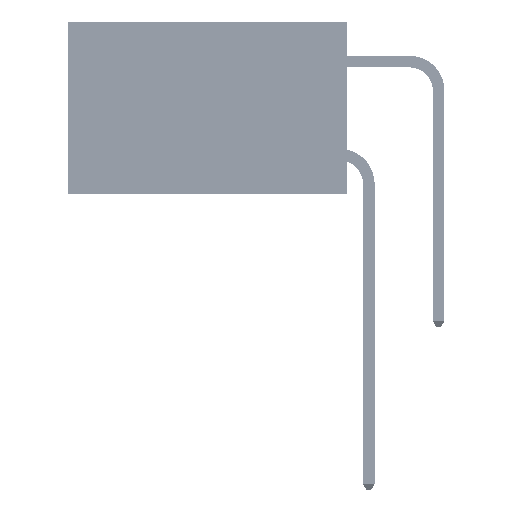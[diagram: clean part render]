
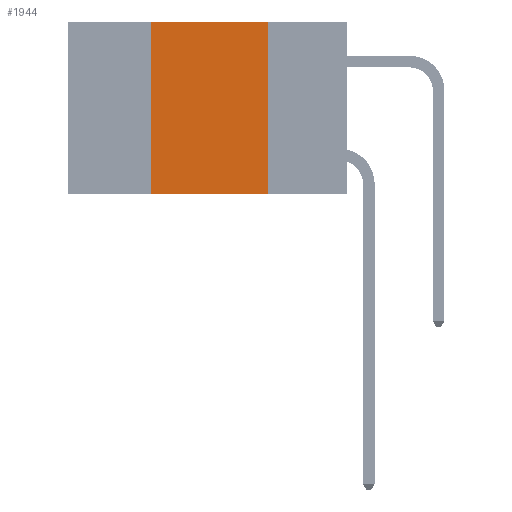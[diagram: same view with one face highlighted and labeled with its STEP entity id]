
A CAD part, left-side view. The second image highlights one B-rep face of the part: STEP entity #1944.
In plain terms, the highlighted planar face has unit normal (-1, 0, 0).
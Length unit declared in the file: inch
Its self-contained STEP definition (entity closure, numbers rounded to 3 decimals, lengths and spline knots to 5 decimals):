
#1944 = ADVANCED_FACE ( 'NONE', ( #32203 ), #28317, .F. ) ;
#2206 = CARTESIAN_POINT ( 'NONE',  ( 0., 0.17, -0.37 ) ) ;
#3446 = ORIENTED_EDGE ( 'NONE', *, *, #9008, .F. ) ;
#3974 = LINE ( 'NONE', #4204, #30748 ) ;
#4204 = CARTESIAN_POINT ( 'NONE',  ( 0., 0.42, 0. ) ) ;
#7928 = VERTEX_POINT ( 'NONE', #41213 ) ;
#8181 = CARTESIAN_POINT ( 'NONE',  ( 0., 0.17, 0. ) ) ;
#8301 = DIRECTION ( 'NONE',  ( 0., -1., 0. ) ) ;
#8547 = CARTESIAN_POINT ( 'NONE',  ( 0., 0.6, -0.37 ) ) ;
#9008 = EDGE_CURVE ( 'NONE', #43581, #7928, #24426, .T. ) ;
#9139 = DIRECTION ( 'NONE',  ( 0., 0., -1. ) ) ;
#11527 = VECTOR ( 'NONE', #8301, 39.37008 ) ;
#15332 = ORIENTED_EDGE ( 'NONE', *, *, #32478, .T. ) ;
#17226 = CARTESIAN_POINT ( 'NONE',  ( 0., 0.42, -0.37 ) ) ;
#17348 = DIRECTION ( 'NONE',  ( 0., 0., -1. ) ) ;
#19605 = DIRECTION ( 'NONE',  ( 0., 0., 1. ) ) ;
#24041 = LINE ( 'NONE', #8181, #48009 ) ;
#24426 = LINE ( 'NONE', #39078, #46899 ) ;
#25528 = ORIENTED_EDGE ( 'NONE', *, *, #38989, .F. ) ;
#25533 = ORIENTED_EDGE ( 'NONE', *, *, #28592, .F. ) ;
#27846 = CARTESIAN_POINT ( 'NONE',  ( 0., 0.6, 0. ) ) ;
#28317 = PLANE ( 'NONE',  #43531 ) ;
#28592 = EDGE_CURVE ( 'NONE', #7928, #44333, #24041, .T. ) ;
#30748 = VECTOR ( 'NONE', #19605, 39.37008 ) ;
#31994 = DIRECTION ( 'NONE',  ( 0., -1., 0. ) ) ;
#32203 = FACE_OUTER_BOUND ( 'NONE', #38300, .T. ) ;
#32478 = EDGE_CURVE ( 'NONE', #47595, #44333, #34884, .T. ) ;
#34884 = LINE ( 'NONE', #8547, #11527 ) ;
#38300 = EDGE_LOOP ( 'NONE', ( #25533, #3446, #25528, #15332 ) ) ;
#38989 = EDGE_CURVE ( 'NONE', #47595, #43581, #3974, .T. ) ;
#39063 = DIRECTION ( 'NONE',  ( 1., 0., 0. ) ) ;
#39078 = CARTESIAN_POINT ( 'NONE',  ( 0., 0.6, 0. ) ) ;
#41213 = CARTESIAN_POINT ( 'NONE',  ( 0., 0.17, 0. ) ) ;
#43531 = AXIS2_PLACEMENT_3D ( 'NONE', #27846, #39063, #17348 ) ;
#43581 = VERTEX_POINT ( 'NONE', #43802 ) ;
#43802 = CARTESIAN_POINT ( 'NONE',  ( 0., 0.42, 0. ) ) ;
#44333 = VERTEX_POINT ( 'NONE', #2206 ) ;
#46899 = VECTOR ( 'NONE', #31994, 39.37008 ) ;
#47595 = VERTEX_POINT ( 'NONE', #17226 ) ;
#48009 = VECTOR ( 'NONE', #9139, 39.37008 ) ;
